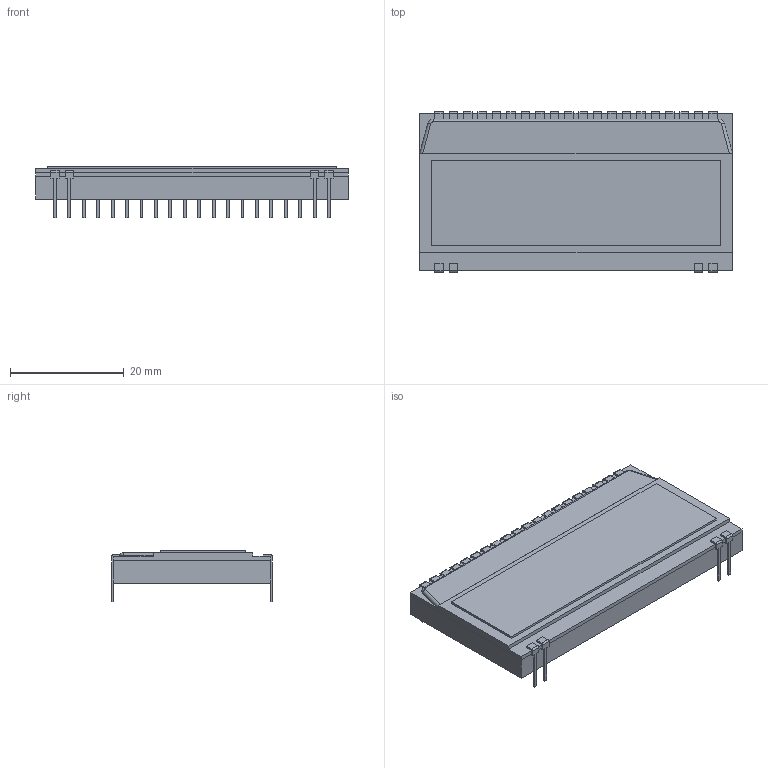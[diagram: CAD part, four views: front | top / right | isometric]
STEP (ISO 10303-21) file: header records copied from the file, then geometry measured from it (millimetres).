
FILE_DESCRIPTION(('FreeCAD Model'),'2;1');
FILE_NAME('Open CASCADE Shape Model','2025-11-22T21:04:29',(''),(''), 'Open CASCADE STEP processor 7.8','FreeCAD','Unknown');
FILE_SCHEMA(('AP242_MANAGED_MODEL_BASED_3D_ENGINEERING_MIM_LF. {1 0 10303 442 1 1 4 }'));
Length unit declared in the file: millimetre
Products named in the file (10): EA_DOGM132W_5; Glass Body; Liquid Crystal; Leg Top; Leg Bottom; Array; Array001; Array002; Epoxy; Padding
Assembly tree (33 placements, depth 4):
  EA_DOGM132W_5
    Glass Body
    Liquid Crystal
    Leg Top
    Leg Bottom
    Array
      Leg Top  x20
    Array001
      Leg Bottom  x2
    Array002
      Array001  x2
        Leg Bottom
    Epoxy
    Padding
Bounding box: 55 x 28.24 x 9.1 mm (x, y, z)
Volume: 4299 mm3; surface area: 10321.9 mm2
Topology: 32 solids, 32 shells, 407 faces, 1025 edges, 682 vertices
Faces by surface type: plane 372, cylinder 33, torus 2
Entity records: 2408 total; most frequent: DIRECTION 389, CARTESIAN_POINT 380, ORIENTED_EDGE 334, EDGE_CURVE 167, LINE 151, VECTOR 151, AXIS2_PLACEMENT_3D 119, VERTEX_POINT 110
